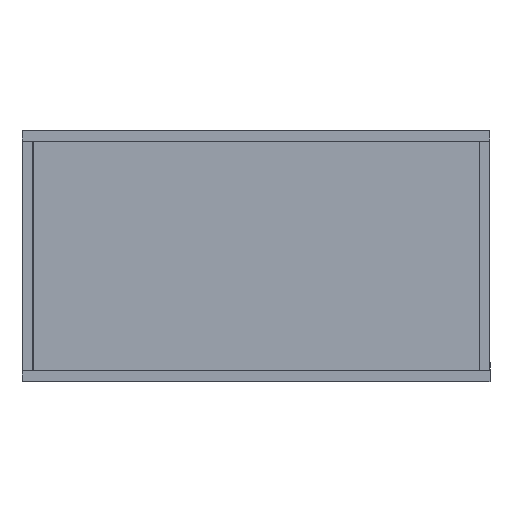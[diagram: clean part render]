
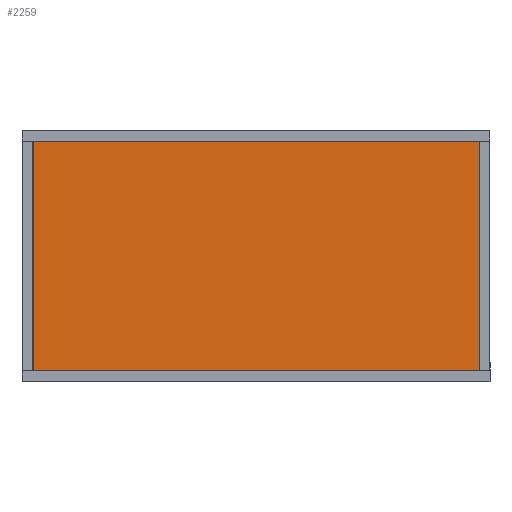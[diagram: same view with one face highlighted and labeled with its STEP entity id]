
A CAD part, top view. The second image highlights one B-rep face of the part: STEP entity #2259.
In plain terms, the highlighted planar face has unit normal (0, 0, 1).
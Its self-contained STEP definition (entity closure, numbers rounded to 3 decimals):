
#59=FACE_OUTER_BOUND('',#181,.T.);
#181=EDGE_LOOP('',(#1501,#1502,#1503,#1504));
#301=LINE('',#3171,#625);
#304=LINE('',#3177,#628);
#307=LINE('',#3183,#631);
#310=LINE('',#3187,#634);
#625=VECTOR('',#2580,10.);
#628=VECTOR('',#2585,10.);
#631=VECTOR('',#2590,10.);
#634=VECTOR('',#2595,10.);
#949=VERTEX_POINT('',#3168);
#950=VERTEX_POINT('',#3170);
#952=VERTEX_POINT('',#3176);
#954=VERTEX_POINT('',#3182);
#1163=EDGE_CURVE('',#950,#949,#301,.T.);
#1166=EDGE_CURVE('',#952,#950,#304,.T.);
#1169=EDGE_CURVE('',#954,#952,#307,.T.);
#1172=EDGE_CURVE('',#949,#954,#310,.T.);
#1501=ORIENTED_EDGE('',*,*,#1172,.T.);
#1502=ORIENTED_EDGE('',*,*,#1169,.T.);
#1503=ORIENTED_EDGE('',*,*,#1166,.T.);
#1504=ORIENTED_EDGE('',*,*,#1163,.T.);
#2137=PLANE('',#2445);
#2259=ADVANCED_FACE('',(#59),#2137,.T.);
#2445=AXIS2_PLACEMENT_3D('',#3188,#2596,#2597);
#2580=DIRECTION('',(-1.,0.,0.));
#2585=DIRECTION('',(0.,1.,0.));
#2590=DIRECTION('',(1.,0.,0.));
#2595=DIRECTION('',(0.,-1.,0.));
#2596=DIRECTION('center_axis',(0.,0.,1.));
#2597=DIRECTION('ref_axis',(1.,0.,0.));
#3168=CARTESIAN_POINT('',(0.,85.,3.));
#3170=CARTESIAN_POINT('',(165.,85.,3.));
#3171=CARTESIAN_POINT('',(165.,85.,3.));
#3176=CARTESIAN_POINT('',(165.,0.,3.));
#3177=CARTESIAN_POINT('',(165.,0.,3.));
#3182=CARTESIAN_POINT('',(0.,0.,3.));
#3183=CARTESIAN_POINT('',(0.,0.,3.));
#3187=CARTESIAN_POINT('',(0.,85.,3.));
#3188=CARTESIAN_POINT('Origin',(82.5,42.5,3.));
